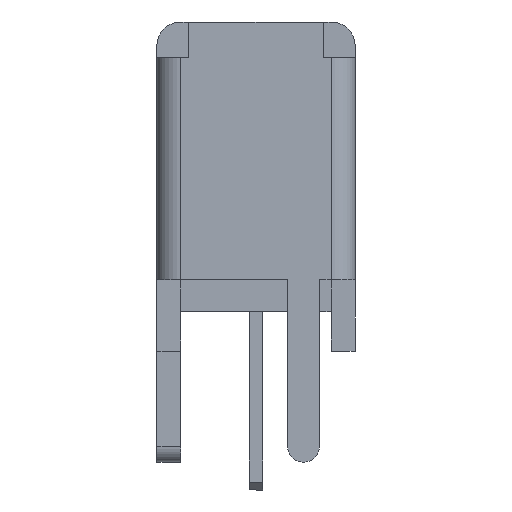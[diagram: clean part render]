
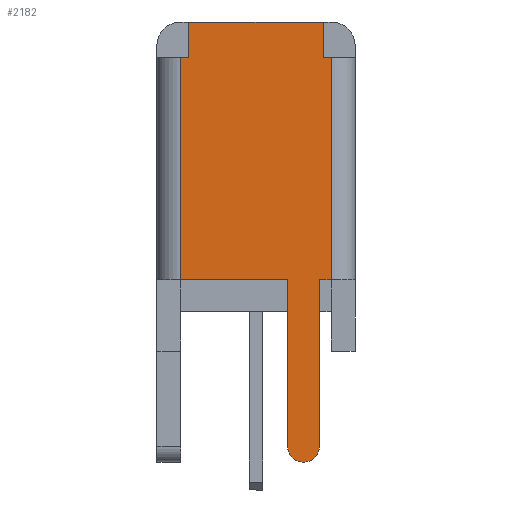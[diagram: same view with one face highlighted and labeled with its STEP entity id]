
A CAD part, left-side view. The second image highlights one B-rep face of the part: STEP entity #2182.
In plain terms, the highlighted planar face has unit normal (-1, 0, 0).
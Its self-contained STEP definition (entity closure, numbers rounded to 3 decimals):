
#2042 = VERTEX_POINT ( 'NONE', #3903 ) ;
#2048 = VERTEX_POINT ( 'NONE', #3773 ) ;
#2054 = EDGE_CURVE ( 'NONE', #2042, #2055, #3833, .T. ) ;
#2055 = VERTEX_POINT ( 'NONE', #3829 ) ;
#2063 = VERTEX_POINT ( 'NONE', #3820 ) ;
#2077 = EDGE_CURVE ( 'NONE', #2048, #2042, #3882, .T. ) ;
#2087 = EDGE_CURVE ( 'NONE', #2063, #2048, #4890, .T. ) ;
#2144 = VERTEX_POINT ( 'NONE', #4061 ) ;
#2145 = ORIENTED_EDGE ( 'NONE', *, *, #2185, .F. ) ;
#2146 = EDGE_CURVE ( 'NONE', #2055, #2147, #4042, .T. ) ;
#2147 = VERTEX_POINT ( 'NONE', #4043 ) ;
#2150 = ORIENTED_EDGE ( 'NONE', *, *, #2156, .T. ) ;
#2156 = EDGE_CURVE ( 'NONE', #2147, #2144, #4077, .T. ) ;
#2159 = VERTEX_POINT ( 'NONE', #4109 ) ;
#2160 = ORIENTED_EDGE ( 'NONE', *, *, #2161, .F. ) ;
#2161 = EDGE_CURVE ( 'NONE', #2262, #2229, #4118, .T. ) ;
#2162 = VERTEX_POINT ( 'NONE', #4131 ) ;
#2163 = EDGE_CURVE ( 'NONE', #2162, #2164, #4130, .T. ) ;
#2164 = VERTEX_POINT ( 'NONE', #4128 ) ;
#2182 = ADVANCED_FACE ( 'NONE', ( #4179 ), #4172, .F. ) ;
#2183 = ORIENTED_EDGE ( 'NONE', *, *, #2184, .T. ) ;
#2184 = EDGE_CURVE ( 'NONE', #2159, #2229, #4184, .T. ) ;
#2185 = EDGE_CURVE ( 'NONE', #2250, #2144, #4147, .T. ) ;
#2186 = ORIENTED_EDGE ( 'NONE', *, *, #2259, .T. ) ;
#2207 = ORIENTED_EDGE ( 'NONE', *, *, #2087, .T. ) ;
#2208 = ORIENTED_EDGE ( 'NONE', *, *, #2077, .T. ) ;
#2209 = EDGE_LOOP ( 'NONE', ( #2228, #2263, #2247, #2207, #2208, #2251, #2260, #2150, #2145, #2186, #2183, #2160 ) ) ;
#2228 = ORIENTED_EDGE ( 'NONE', *, *, #2261, .F. ) ;
#2229 = VERTEX_POINT ( 'NONE', #4315 ) ;
#2247 = ORIENTED_EDGE ( 'NONE', *, *, #2248, .T. ) ;
#2248 = EDGE_CURVE ( 'NONE', #2164, #2063, #4394, .T. ) ;
#2250 = VERTEX_POINT ( 'NONE', #4365 ) ;
#2251 = ORIENTED_EDGE ( 'NONE', *, *, #2054, .T. ) ;
#2259 = EDGE_CURVE ( 'NONE', #2250, #2159, #4396, .T. ) ;
#2260 = ORIENTED_EDGE ( 'NONE', *, *, #2146, .T. ) ;
#2261 = EDGE_CURVE ( 'NONE', #2162, #2262, #4453, .T. ) ;
#2262 = VERTEX_POINT ( 'NONE', #4449 ) ;
#2263 = ORIENTED_EDGE ( 'NONE', *, *, #2163, .T. ) ;
#3773 = CARTESIAN_POINT ( 'NONE',  ( -6., -0.8, -2.4 ) ) ;
#3820 = CARTESIAN_POINT ( 'NONE',  ( -6., -0.8, 1.8 ) ) ;
#3829 = CARTESIAN_POINT ( 'NONE',  ( -6., -1.6, 1.8 ) ) ;
#3830 = DIRECTION ( 'NONE',  ( 0., 0., 1. ) ) ;
#3831 = VECTOR ( 'NONE', #3830, 1000. ) ;
#3832 = CARTESIAN_POINT ( 'NONE',  ( -6., -1.6, -2.4 ) ) ;
#3833 = LINE ( 'NONE', #3832, #3831 ) ;
#3878 = DIRECTION ( 'NONE',  ( 0., -1., 0. ) ) ;
#3879 = DIRECTION ( 'NONE',  ( -1., 0., 0. ) ) ;
#3880 = CARTESIAN_POINT ( 'NONE',  ( -6., -1.2, -2.4 ) ) ;
#3881 = AXIS2_PLACEMENT_3D ( 'NONE', #3880, #3879, #3878 ) ;
#3882 = CIRCLE ( 'NONE', #3881, 0.4 ) ;
#3903 = CARTESIAN_POINT ( 'NONE',  ( -6., -1.6, -2.4 ) ) ;
#4041 = CARTESIAN_POINT ( 'NONE',  ( -6., 15., 1.8 ) ) ;
#4042 = LINE ( 'NONE', #4041, #4083 ) ;
#4043 = CARTESIAN_POINT ( 'NONE',  ( -6., -1.9, 1.8 ) ) ;
#4061 = CARTESIAN_POINT ( 'NONE',  ( -6., -1.9, 7.4 ) ) ;
#4063 = DIRECTION ( 'NONE',  ( 0., 0., 1. ) ) ;
#4064 = VECTOR ( 'NONE', #4063, 1000. ) ;
#4065 = CARTESIAN_POINT ( 'NONE',  ( -6., -1.9, 0. ) ) ;
#4077 = LINE ( 'NONE', #4065, #4064 ) ;
#4082 = DIRECTION ( 'NONE',  ( 0., -1., 0. ) ) ;
#4083 = VECTOR ( 'NONE', #4082, 1000. ) ;
#4093 = VECTOR ( 'NONE', #4113, 1000. ) ;
#4094 = DIRECTION ( 'NONE',  ( 0., 0., -1. ) ) ;
#4108 = CARTESIAN_POINT ( 'NONE',  ( -6., 1.7, 7.4 ) ) ;
#4109 = CARTESIAN_POINT ( 'NONE',  ( -6., -1.7, 8.3 ) ) ;
#4113 = DIRECTION ( 'NONE',  ( 0., 0., 1. ) ) ;
#4114 = VECTOR ( 'NONE', #4094, 1000. ) ;
#4118 = LINE ( 'NONE', #4108, #4093 ) ;
#4128 = CARTESIAN_POINT ( 'NONE',  ( -6., 1.9, 1.8 ) ) ;
#4129 = CARTESIAN_POINT ( 'NONE',  ( -6., 1.9, 1.8 ) ) ;
#4130 = LINE ( 'NONE', #4129, #4114 ) ;
#4131 = CARTESIAN_POINT ( 'NONE',  ( -6., 1.9, 7.4 ) ) ;
#4147 = LINE ( 'NONE', #4183, #4182 ) ;
#4148 = DIRECTION ( 'NONE',  ( 0., 1., 0. ) ) ;
#4149 = VECTOR ( 'NONE', #4148, 1000. ) ;
#4169 = DIRECTION ( 'NONE',  ( 1., 0., 0. ) ) ;
#4170 = CARTESIAN_POINT ( 'NONE',  ( -6., -2.5, 0. ) ) ;
#4171 = AXIS2_PLACEMENT_3D ( 'NONE', #4170, #4169, #4185 ) ;
#4172 = PLANE ( 'NONE',  #4171 ) ;
#4173 = CARTESIAN_POINT ( 'NONE',  ( -6., -2.5, 8.3 ) ) ;
#4179 = FACE_OUTER_BOUND ( 'NONE', #2209, .T. ) ;
#4181 = DIRECTION ( 'NONE',  ( 0., -1., 0. ) ) ;
#4182 = VECTOR ( 'NONE', #4181, 1000. ) ;
#4183 = CARTESIAN_POINT ( 'NONE',  ( -6., -2.5, 7.4 ) ) ;
#4184 = LINE ( 'NONE', #4173, #4149 ) ;
#4185 = DIRECTION ( 'NONE',  ( 0., 1., 0. ) ) ;
#4315 = CARTESIAN_POINT ( 'NONE',  ( -6., 1.7, 8.3 ) ) ;
#4349 = VECTOR ( 'NONE', #4456, 1000. ) ;
#4350 = CARTESIAN_POINT ( 'NONE',  ( -6., 15., 1.8 ) ) ;
#4365 = CARTESIAN_POINT ( 'NONE',  ( -6., -1.7, 7.4 ) ) ;
#4394 = LINE ( 'NONE', #4350, #4349 ) ;
#4395 = CARTESIAN_POINT ( 'NONE',  ( -6., -1.7, 7.4 ) ) ;
#4396 = LINE ( 'NONE', #4395, #4438 ) ;
#4437 = DIRECTION ( 'NONE',  ( 0., 0., 1. ) ) ;
#4438 = VECTOR ( 'NONE', #4437, 1000. ) ;
#4449 = CARTESIAN_POINT ( 'NONE',  ( -6., 1.7, 7.4 ) ) ;
#4450 = DIRECTION ( 'NONE',  ( 0., -1., 0. ) ) ;
#4451 = VECTOR ( 'NONE', #4450, 1000. ) ;
#4452 = CARTESIAN_POINT ( 'NONE',  ( -6., 2.5, 7.4 ) ) ;
#4453 = LINE ( 'NONE', #4452, #4451 ) ;
#4456 = DIRECTION ( 'NONE',  ( 0., -1., 0. ) ) ;
#4890 = LINE ( 'NONE', #4904, #4903 ) ;
#4902 = DIRECTION ( 'NONE',  ( 0., 0., -1. ) ) ;
#4903 = VECTOR ( 'NONE', #4902, 1000. ) ;
#4904 = CARTESIAN_POINT ( 'NONE',  ( -6., -0.8, 1.8 ) ) ;
